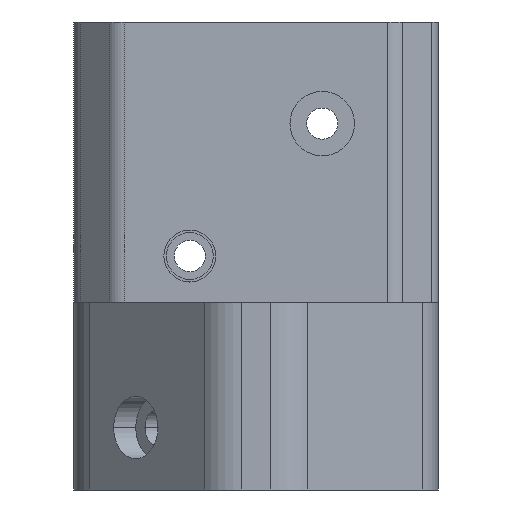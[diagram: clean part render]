
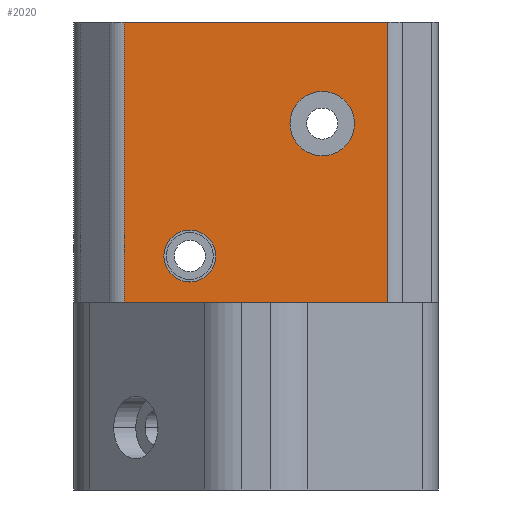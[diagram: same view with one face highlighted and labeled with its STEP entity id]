
A CAD part, left-side view. The second image highlights one B-rep face of the part: STEP entity #2020.
In plain terms, the highlighted planar face has unit normal (-1, 0, 0).
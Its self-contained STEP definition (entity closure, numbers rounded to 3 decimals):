
#146 = CIRCLE ( 'NONE', #5691, 2.5 ) ;
#170 = DIRECTION ( 'NONE',  ( 0., 0., -1. ) ) ;
#242 = LINE ( 'NONE', #2363, #4968 ) ;
#260 = LINE ( 'NONE', #2625, #3673 ) ;
#263 = AXIS2_PLACEMENT_3D ( 'NONE', #4323, #1706, #4772 ) ;
#292 = EDGE_CURVE ( 'NONE', #3519, #3975, #146, .T. ) ;
#312 = CARTESIAN_POINT ( 'NONE',  ( -16.5, 12.672, 45. ) ) ;
#400 = CARTESIAN_POINT ( 'NONE',  ( -16.5, -12.672, 45. ) ) ;
#559 = CARTESIAN_POINT ( 'NONE',  ( -16.5, -12.672, 18. ) ) ;
#622 = EDGE_CURVE ( 'NONE', #4034, #4876, #260, .T. ) ;
#634 = VERTEX_POINT ( 'NONE', #400 ) ;
#725 = ORIENTED_EDGE ( 'NONE', *, *, #3252, .T. ) ;
#960 = ORIENTED_EDGE ( 'NONE', *, *, #2084, .T. ) ;
#1042 = CARTESIAN_POINT ( 'NONE',  ( -16.5, 13.5, 18. ) ) ;
#1050 = LINE ( 'NONE', #4010, #3248 ) ;
#1117 = VERTEX_POINT ( 'NONE', #2263 ) ;
#1141 = ORIENTED_EDGE ( 'NONE', *, *, #3071, .T. ) ;
#1150 = CARTESIAN_POINT ( 'NONE',  ( -16.5, -3.265, 35.23 ) ) ;
#1224 = FACE_OUTER_BOUND ( 'NONE', #4015, .T. ) ;
#1431 = ORIENTED_EDGE ( 'NONE', *, *, #2959, .T. ) ;
#1501 = DIRECTION ( 'NONE',  ( 1., 0., 0. ) ) ;
#1535 = DIRECTION ( 'NONE',  ( 1., 0., 0. ) ) ;
#1590 = DIRECTION ( 'NONE',  ( 1., 0., 0. ) ) ;
#1706 = DIRECTION ( 'NONE',  ( 1., 0., 0. ) ) ;
#1793 = EDGE_CURVE ( 'NONE', #1117, #4034, #3065, .T. ) ;
#1796 = DIRECTION ( 'NONE',  ( 1., 0., 0. ) ) ;
#1911 = LINE ( 'NONE', #4553, #2801 ) ;
#1919 = VECTOR ( 'NONE', #4426, 1000. ) ;
#1968 = ORIENTED_EDGE ( 'NONE', *, *, #2057, .T. ) ;
#1986 = VECTOR ( 'NONE', #170, 1000. ) ;
#2020 = ADVANCED_FACE ( 'NONE', ( #2391, #3534, #1224 ), #2802, .F. ) ;
#2057 = EDGE_CURVE ( 'NONE', #4502, #3276, #3274, .T. ) ;
#2084 = EDGE_CURVE ( 'NONE', #5291, #2372, #2112, .T. ) ;
#2112 = LINE ( 'NONE', #2419, #1986 ) ;
#2263 = CARTESIAN_POINT ( 'NONE',  ( -16.5, 10.674, 0. ) ) ;
#2294 = CIRCLE ( 'NONE', #263, 3.1 ) ;
#2363 = CARTESIAN_POINT ( 'NONE',  ( -16.5, 13.5, 0. ) ) ;
#2372 = VERTEX_POINT ( 'NONE', #5410 ) ;
#2382 = EDGE_CURVE ( 'NONE', #634, #5291, #1911, .T. ) ;
#2391 = FACE_BOUND ( 'NONE', #4345, .T. ) ;
#2419 = CARTESIAN_POINT ( 'NONE',  ( -16.5, 12.672, 18. ) ) ;
#2466 = CARTESIAN_POINT ( 'NONE',  ( -16.5, -9.465, 35.23 ) ) ;
#2525 = AXIS2_PLACEMENT_3D ( 'NONE', #1042, #1501, #4564 ) ;
#2625 = CARTESIAN_POINT ( 'NONE',  ( -16.5, -13.5, 18. ) ) ;
#2670 = EDGE_CURVE ( 'NONE', #4876, #634, #1050, .T. ) ;
#2679 = ORIENTED_EDGE ( 'NONE', *, *, #292, .T. ) ;
#2801 = VECTOR ( 'NONE', #5428, 1000. ) ;
#2802 = PLANE ( 'NONE',  #2525 ) ;
#2959 = EDGE_CURVE ( 'NONE', #3276, #4502, #2294, .T. ) ;
#3065 = LINE ( 'NONE', #3980, #1919 ) ;
#3071 = EDGE_CURVE ( 'NONE', #2372, #1117, #242, .T. ) ;
#3100 = AXIS2_PLACEMENT_3D ( 'NONE', #4153, #1535, #4607 ) ;
#3172 = ORIENTED_EDGE ( 'NONE', *, *, #2670, .T. ) ;
#3248 = VECTOR ( 'NONE', #5745, 1000. ) ;
#3252 = EDGE_CURVE ( 'NONE', #3975, #3519, #4409, .T. ) ;
#3274 = CIRCLE ( 'NONE', #3100, 3.1 ) ;
#3276 = VERTEX_POINT ( 'NONE', #1150 ) ;
#3322 = CARTESIAN_POINT ( 'NONE',  ( -16.5, 10.674, 18. ) ) ;
#3519 = VERTEX_POINT ( 'NONE', #5088 ) ;
#3534 = FACE_BOUND ( 'NONE', #3753, .T. ) ;
#3673 = VECTOR ( 'NONE', #3940, 1000. ) ;
#3749 = AXIS2_PLACEMENT_3D ( 'NONE', #4202, #1590, #4662 ) ;
#3753 = EDGE_LOOP ( 'NONE', ( #1431, #1968 ) ) ;
#3812 = ORIENTED_EDGE ( 'NONE', *, *, #622, .T. ) ;
#3940 = DIRECTION ( 'NONE',  ( 0., -1., 0. ) ) ;
#3975 = VERTEX_POINT ( 'NONE', #4594 ) ;
#3980 = CARTESIAN_POINT ( 'NONE',  ( -16.5, 10.674, 18. ) ) ;
#4010 = CARTESIAN_POINT ( 'NONE',  ( -16.5, -12.672, 18. ) ) ;
#4015 = EDGE_LOOP ( 'NONE', ( #3812, #3172, #5209, #960, #1141, #4932 ) ) ;
#4034 = VERTEX_POINT ( 'NONE', #3322 ) ;
#4153 = CARTESIAN_POINT ( 'NONE',  ( -16.5, -6.365, 35.23 ) ) ;
#4202 = CARTESIAN_POINT ( 'NONE',  ( -16.5, 6.365, 22.5 ) ) ;
#4323 = CARTESIAN_POINT ( 'NONE',  ( -16.5, -6.365, 35.23 ) ) ;
#4345 = EDGE_LOOP ( 'NONE', ( #725, #2679 ) ) ;
#4409 = CIRCLE ( 'NONE', #3749, 2.5 ) ;
#4415 = CARTESIAN_POINT ( 'NONE',  ( -16.5, 6.365, 22.5 ) ) ;
#4426 = DIRECTION ( 'NONE',  ( 0., 0., 1. ) ) ;
#4502 = VERTEX_POINT ( 'NONE', #2466 ) ;
#4553 = CARTESIAN_POINT ( 'NONE',  ( -16.5, -13.5, 45. ) ) ;
#4564 = DIRECTION ( 'NONE',  ( 0., 0., -1. ) ) ;
#4594 = CARTESIAN_POINT ( 'NONE',  ( -16.5, 6.365, 20. ) ) ;
#4607 = DIRECTION ( 'NONE',  ( 0., 1., 0. ) ) ;
#4662 = DIRECTION ( 'NONE',  ( 0., 0., -1. ) ) ;
#4772 = DIRECTION ( 'NONE',  ( 0., 1., 0. ) ) ;
#4862 = DIRECTION ( 'NONE',  ( 0., 0., -1. ) ) ;
#4876 = VERTEX_POINT ( 'NONE', #559 ) ;
#4932 = ORIENTED_EDGE ( 'NONE', *, *, #1793, .T. ) ;
#4968 = VECTOR ( 'NONE', #4972, 1000. ) ;
#4972 = DIRECTION ( 'NONE',  ( 0., -1., 0. ) ) ;
#5088 = CARTESIAN_POINT ( 'NONE',  ( -16.5, 6.365, 25. ) ) ;
#5209 = ORIENTED_EDGE ( 'NONE', *, *, #2382, .T. ) ;
#5291 = VERTEX_POINT ( 'NONE', #312 ) ;
#5410 = CARTESIAN_POINT ( 'NONE',  ( -16.5, 12.672, 0. ) ) ;
#5428 = DIRECTION ( 'NONE',  ( 0., 1., 0. ) ) ;
#5691 = AXIS2_PLACEMENT_3D ( 'NONE', #4415, #1796, #4862 ) ;
#5745 = DIRECTION ( 'NONE',  ( 0., 0., 1. ) ) ;
